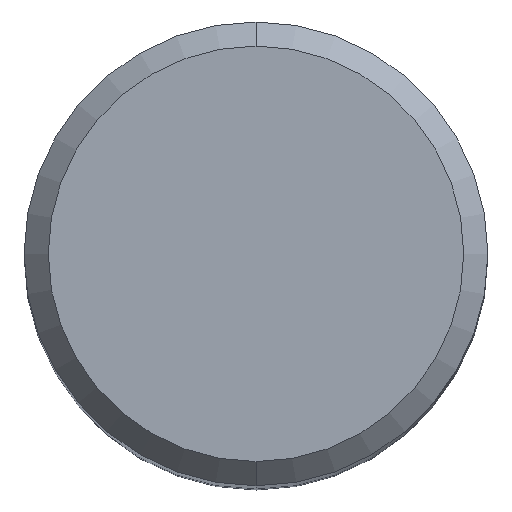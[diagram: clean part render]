
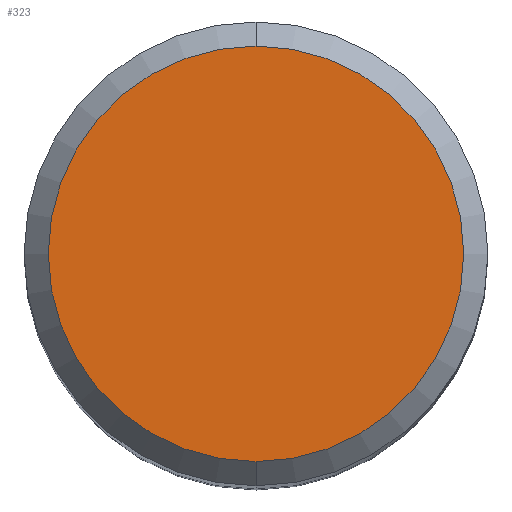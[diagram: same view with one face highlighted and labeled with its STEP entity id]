
A CAD part, top view. The second image highlights one B-rep face of the part: STEP entity #323.
In plain terms, the highlighted planar face has unit normal (0, 0, 1).
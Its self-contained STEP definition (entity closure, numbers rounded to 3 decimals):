
#225=EDGE_CURVE('',#241,#317,#468,.T.);
#241=VERTEX_POINT('',#486);
#317=VERTEX_POINT('',#573);
#323=ADVANCED_FACE('',(#579),#580,.T.);
#339=EDGE_CURVE('',#317,#241,#598,.T.);
#468=CIRCLE('',#749,4.3);
#486=CARTESIAN_POINT('',(0.0,4.3,0.));
#573=CARTESIAN_POINT('',(0.,-4.3,0.));
#579=FACE_OUTER_BOUND('',#889,.T.);
#580=PLANE('',#890);
#598=CIRCLE('',#915,4.3);
#749=AXIS2_PLACEMENT_3D('',#1065,#1066,#1067);
#889=EDGE_LOOP('',(#1209,#1210));
#890=AXIS2_PLACEMENT_3D('',#1211,#1212,#1213);
#915=AXIS2_PLACEMENT_3D('',#1238,#1239,#1240);
#1065=CARTESIAN_POINT('',(0.0,0.0,0.));
#1066=DIRECTION('',(0.0,0.0,-1.0));
#1067=DIRECTION('',(0.0,1.0,0.0));
#1209=ORIENTED_EDGE('',*,*,#225,.F.);
#1210=ORIENTED_EDGE('',*,*,#339,.F.);
#1211=CARTESIAN_POINT('',(0.0,2.15,0.));
#1212=DIRECTION('',(-0.0,0.0,1.0));
#1213=DIRECTION('',(0.0,-1.0,0.0));
#1238=CARTESIAN_POINT('',(0.0,0.0,0.));
#1239=DIRECTION('',(0.0,0.0,-1.0));
#1240=DIRECTION('',(0.0,1.0,0.0));
